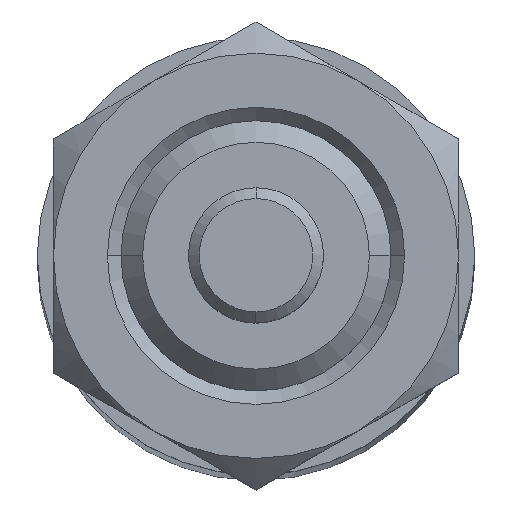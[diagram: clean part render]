
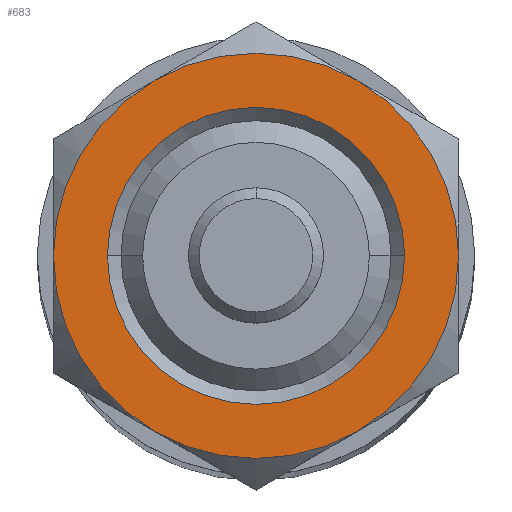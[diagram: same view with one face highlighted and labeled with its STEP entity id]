
A CAD part, top view. The second image highlights one B-rep face of the part: STEP entity #683.
In plain terms, the highlighted planar face has unit normal (0, 0, 1).
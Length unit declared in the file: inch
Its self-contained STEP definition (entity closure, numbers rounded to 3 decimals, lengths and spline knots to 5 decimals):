
#43 = EDGE_CURVE ( 'NONE', #1532, #177, #788, .T. ) ;
#48 = DIRECTION ( 'NONE',  ( 0., 0., 1. ) ) ;
#53 = EDGE_CURVE ( 'NONE', #1033, #755, #244, .T. ) ;
#67 = CARTESIAN_POINT ( 'NONE',  ( -0.375, 0.21651, 0.155 ) ) ;
#93 = CARTESIAN_POINT ( 'NONE',  ( 0.375, 0., 0.155 ) ) ;
#105 = AXIS2_PLACEMENT_3D ( 'NONE', #1225, #48, #1420 ) ;
#111 = AXIS2_PLACEMENT_3D ( 'NONE', #1552, #367, #1741 ) ;
#130 = CARTESIAN_POINT ( 'NONE',  ( 0., 0., 0.155 ) ) ;
#176 = EDGE_CURVE ( 'NONE', #1783, #1686, #242, .T. ) ;
#177 = VERTEX_POINT ( 'NONE', #1736 ) ;
#188 = CIRCLE ( 'NONE', #301, 0.275 ) ;
#242 = CIRCLE ( 'NONE', #111, 0.375 ) ;
#244 = CIRCLE ( 'NONE', #1357, 0.375 ) ;
#301 = AXIS2_PLACEMENT_3D ( 'NONE', #130, #1509, #325 ) ;
#325 = DIRECTION ( 'NONE',  ( 1., 0., 0. ) ) ;
#330 = DIRECTION ( 'NONE',  ( 0., 0., -1. ) ) ;
#367 = DIRECTION ( 'NONE',  ( 0., 0., 1. ) ) ;
#566 = CARTESIAN_POINT ( 'NONE',  ( 0., 0., 0.155 ) ) ;
#598 = EDGE_LOOP ( 'NONE', ( #1219, #1600, #920, #2115, #2321, #1982 ) ) ;
#642 = EDGE_CURVE ( 'NONE', #755, #1400, #1254, .T. ) ;
#683 = ADVANCED_FACE ( 'NONE', ( #2219, #2303 ), #1051, .T. ) ;
#744 = DIRECTION ( 'NONE',  ( 0., 0., 1. ) ) ;
#755 = VERTEX_POINT ( 'NONE', #2048 ) ;
#756 = ORIENTED_EDGE ( 'NONE', *, *, #43, .T. ) ;
#774 = DIRECTION ( 'NONE',  ( 1., 0., 0. ) ) ;
#788 = CIRCLE ( 'NONE', #1213, 0.275 ) ;
#850 = DIRECTION ( 'NONE',  ( 0., 0., 1. ) ) ;
#856 = DIRECTION ( 'NONE',  ( 1., 0., 0. ) ) ;
#911 = CARTESIAN_POINT ( 'NONE',  ( -0.375, 0., 0.155 ) ) ;
#920 = ORIENTED_EDGE ( 'NONE', *, *, #53, .T. ) ;
#986 = EDGE_CURVE ( 'NONE', #1686, #1033, #1424, .T. ) ;
#1033 = VERTEX_POINT ( 'NONE', #1803 ) ;
#1051 = PLANE ( 'NONE',  #1648 ) ;
#1129 = DIRECTION ( 'NONE',  ( 0., 0., 1. ) ) ;
#1145 = AXIS2_PLACEMENT_3D ( 'NONE', #2011, #850, #2214 ) ;
#1177 = ORIENTED_EDGE ( 'NONE', *, *, #1889, .T. ) ;
#1213 = AXIS2_PLACEMENT_3D ( 'NONE', #1513, #330, #1704 ) ;
#1219 = ORIENTED_EDGE ( 'NONE', *, *, #176, .T. ) ;
#1225 = CARTESIAN_POINT ( 'NONE',  ( 0., 0., 0.155 ) ) ;
#1232 = EDGE_CURVE ( 'NONE', #1386, #1783, #1351, .T. ) ;
#1254 = CIRCLE ( 'NONE', #1145, 0.375 ) ;
#1351 = CIRCLE ( 'NONE', #2070, 0.375 ) ;
#1357 = AXIS2_PLACEMENT_3D ( 'NONE', #1903, #744, #2102 ) ;
#1386 = VERTEX_POINT ( 'NONE', #1683 ) ;
#1400 = VERTEX_POINT ( 'NONE', #911 ) ;
#1420 = DIRECTION ( 'NONE',  ( 1., 0., 0. ) ) ;
#1424 = CIRCLE ( 'NONE', #105, 0.375 ) ;
#1481 = EDGE_LOOP ( 'NONE', ( #756, #1177 ) ) ;
#1509 = DIRECTION ( 'NONE',  ( 0., 0., -1. ) ) ;
#1513 = CARTESIAN_POINT ( 'NONE',  ( 0., 0., 0.155 ) ) ;
#1532 = VERTEX_POINT ( 'NONE', #2490 ) ;
#1552 = CARTESIAN_POINT ( 'NONE',  ( 0., 0., 0.155 ) ) ;
#1573 = AXIS2_PLACEMENT_3D ( 'NONE', #566, #1926, #774 ) ;
#1600 = ORIENTED_EDGE ( 'NONE', *, *, #986, .T. ) ;
#1648 = AXIS2_PLACEMENT_3D ( 'NONE', #67, #2019, #856 ) ;
#1683 = CARTESIAN_POINT ( 'NONE',  ( -0.1875, -0.32476, 0.155 ) ) ;
#1686 = VERTEX_POINT ( 'NONE', #93 ) ;
#1704 = DIRECTION ( 'NONE',  ( 1., 0., 0. ) ) ;
#1736 = CARTESIAN_POINT ( 'NONE',  ( -0.275, 0., 0.155 ) ) ;
#1741 = DIRECTION ( 'NONE',  ( 1., 0., 0. ) ) ;
#1783 = VERTEX_POINT ( 'NONE', #2239 ) ;
#1803 = CARTESIAN_POINT ( 'NONE',  ( 0.1875, 0.32476, 0.155 ) ) ;
#1889 = EDGE_CURVE ( 'NONE', #177, #1532, #188, .T. ) ;
#1903 = CARTESIAN_POINT ( 'NONE',  ( 0., 0., 0.155 ) ) ;
#1926 = DIRECTION ( 'NONE',  ( 0., 0., 1. ) ) ;
#1982 = ORIENTED_EDGE ( 'NONE', *, *, #1232, .T. ) ;
#2011 = CARTESIAN_POINT ( 'NONE',  ( 0., 0., 0.155 ) ) ;
#2019 = DIRECTION ( 'NONE',  ( 0., 0., 1. ) ) ;
#2048 = CARTESIAN_POINT ( 'NONE',  ( -0.1875, 0.32476, 0.155 ) ) ;
#2070 = AXIS2_PLACEMENT_3D ( 'NONE', #2300, #1129, #2495 ) ;
#2102 = DIRECTION ( 'NONE',  ( 1., 0., 0. ) ) ;
#2115 = ORIENTED_EDGE ( 'NONE', *, *, #642, .T. ) ;
#2176 = CIRCLE ( 'NONE', #1573, 0.375 ) ;
#2214 = DIRECTION ( 'NONE',  ( 1., 0., 0. ) ) ;
#2219 = FACE_BOUND ( 'NONE', #1481, .T. ) ;
#2239 = CARTESIAN_POINT ( 'NONE',  ( 0.1875, -0.32476, 0.155 ) ) ;
#2292 = EDGE_CURVE ( 'NONE', #1400, #1386, #2176, .T. ) ;
#2300 = CARTESIAN_POINT ( 'NONE',  ( 0., 0., 0.155 ) ) ;
#2303 = FACE_OUTER_BOUND ( 'NONE', #598, .T. ) ;
#2321 = ORIENTED_EDGE ( 'NONE', *, *, #2292, .T. ) ;
#2490 = CARTESIAN_POINT ( 'NONE',  ( 0.275, 0., 0.155 ) ) ;
#2495 = DIRECTION ( 'NONE',  ( 1., 0., 0. ) ) ;
